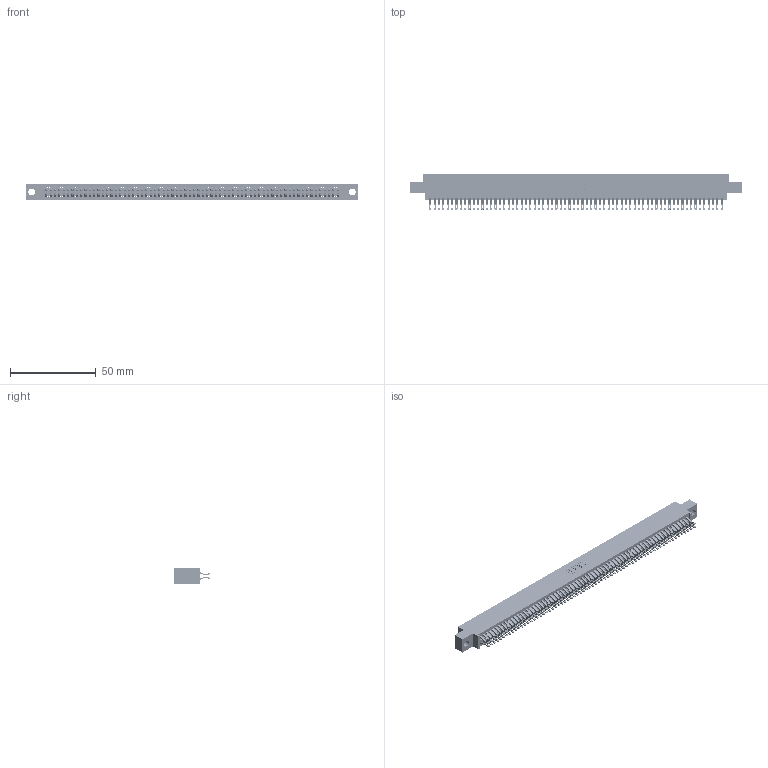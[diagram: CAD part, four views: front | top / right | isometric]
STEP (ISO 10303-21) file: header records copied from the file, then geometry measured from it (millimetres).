
FILE_DESCRIPTION (( 'STEP AP203' ), '1' );
FILE_NAME ('345-136-555-804.STEP', '2021-05-25T23:26:04', ( '' ), ( '' ), 'SwSTEP 2.0', 'SolidWorks 2020', '' );
FILE_SCHEMA (( 'CONFIG_CONTROL_DESIGN' ));
Length unit declared in the file: inch
Products named in the file (3): 345-136-555-804; 345 Part_0.170 Offset - 0.156 Dia-TI; 345-292-001_555 Tail
Assembly tree (137 placements, depth 2):
  345-136-555-804
    345 Part_0.170 Offset - 0.156 Dia-TI
    345-292-001_555 Tail  x136
Bounding box: 193.93 x 21.13 x 9.4 mm (x, y, z)
Volume: 19254.9 mm3; surface area: 30332.7 mm2
Topology: 137 solids, 137 shells, 7760 faces, 24461 edges, 16306 vertices
Faces by surface type: plane 4314, cylinder 3446
Entity records: 50731 total; most frequent: CARTESIAN_POINT 8520, ORIENTED_EDGE 8422, DIRECTION 7447, EDGE_CURVE 4211, LINE 3787, VECTOR 3787, VERTEX_POINT 2806, AXIS2_PLACEMENT_3D 1830
